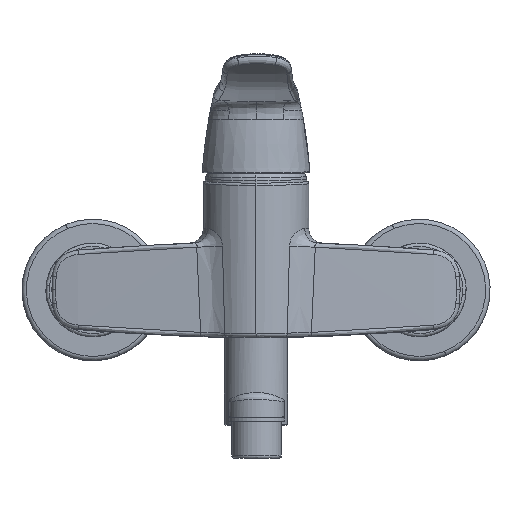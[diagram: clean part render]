
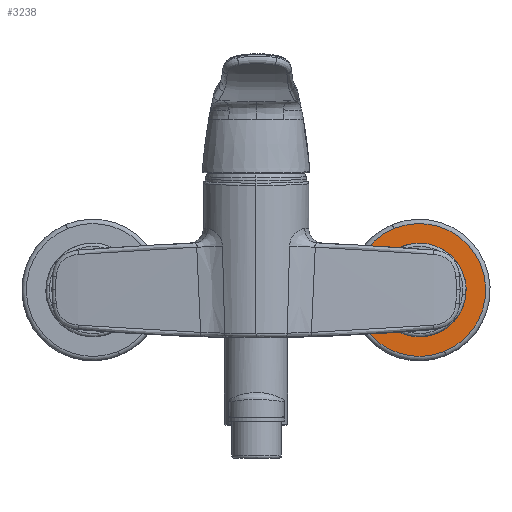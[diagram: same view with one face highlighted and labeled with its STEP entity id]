
A CAD part, top view. The second image highlights one B-rep face of the part: STEP entity #3238.
In plain terms, the highlighted planar face has unit normal (0, 0, 1).
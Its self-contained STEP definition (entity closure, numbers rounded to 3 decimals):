
#385 = DIRECTION ( 'NONE',  ( 0.382, -0.924, 0. ) ) ;
#403 = DIRECTION ( 'NONE',  ( 0., 0., 1. ) ) ;
#450 = CARTESIAN_POINT ( 'NONE',  ( 74.999, 0., -26. ) ) ;
#560 = VERTEX_POINT ( 'NONE', #7848 ) ;
#587 = PLANE ( 'NONE',  #8318 ) ;
#670 = ORIENTED_EDGE ( 'NONE', *, *, #11479, .T. ) ;
#1989 = ORIENTED_EDGE ( 'NONE', *, *, #2097, .T. ) ;
#2087 = CIRCLE ( 'NONE', #16280, 30.5 ) ;
#2097 = EDGE_CURVE ( 'NONE', #560, #5860, #2087, .T. ) ;
#2445 = DIRECTION ( 'NONE',  ( 0., 0., 1. ) ) ;
#3032 = CARTESIAN_POINT ( 'NONE',  ( 74.999, 0., -26. ) ) ;
#3238 = ADVANCED_FACE ( 'NONE', ( #11454, #11472 ), #587, .T. ) ;
#4288 = AXIS2_PLACEMENT_3D ( 'NONE', #11606, #2445, #13136 ) ;
#4587 = DIRECTION ( 'NONE',  ( 0.382, -0.924, 0. ) ) ;
#5261 = CARTESIAN_POINT ( 'NONE',  ( 94.87, 8.21, -26. ) ) ;
#5860 = VERTEX_POINT ( 'NONE', #14417 ) ;
#6118 = VERTEX_POINT ( 'NONE', #12358 ) ;
#7848 = CARTESIAN_POINT ( 'NONE',  ( 86.646, -28.189, -26. ) ) ;
#8318 = AXIS2_PLACEMENT_3D ( 'NONE', #450, #403, #385 ) ;
#8379 = ORIENTED_EDGE ( 'NONE', *, *, #16736, .F. ) ;
#8920 = DIRECTION ( 'NONE',  ( 0., 0., 1. ) ) ;
#9969 = AXIS2_PLACEMENT_3D ( 'NONE', #17887, #8920, #19316 ) ;
#10473 = EDGE_LOOP ( 'NONE', ( #1989, #670 ) ) ;
#11115 = EDGE_CURVE ( 'NONE', #6118, #12597, #16515, .T. ) ;
#11454 = FACE_BOUND ( 'NONE', #13965, .T. ) ;
#11472 = FACE_OUTER_BOUND ( 'NONE', #10473, .T. ) ;
#11479 = EDGE_CURVE ( 'NONE', #5860, #560, #16989, .T. ) ;
#11606 = CARTESIAN_POINT ( 'NONE',  ( 74.999, 0., -26. ) ) ;
#12358 = CARTESIAN_POINT ( 'NONE',  ( 55.128, -8.21, -26. ) ) ;
#12597 = VERTEX_POINT ( 'NONE', #5261 ) ;
#12669 = ORIENTED_EDGE ( 'NONE', *, *, #11115, .F. ) ;
#13136 = DIRECTION ( 'NONE',  ( 1., 0., 0. ) ) ;
#13361 = CIRCLE ( 'NONE', #9969, 21.5 ) ;
#13710 = DIRECTION ( 'NONE',  ( 0., 0., 1. ) ) ;
#13965 = EDGE_LOOP ( 'NONE', ( #12669, #8379 ) ) ;
#13969 = DIRECTION ( 'NONE',  ( 0.382, -0.924, 0. ) ) ;
#13988 = DIRECTION ( 'NONE',  ( 0., 0., 1. ) ) ;
#14011 = CARTESIAN_POINT ( 'NONE',  ( 74.999, 0., -26. ) ) ;
#14417 = CARTESIAN_POINT ( 'NONE',  ( 63.353, 28.189, -26. ) ) ;
#16280 = AXIS2_PLACEMENT_3D ( 'NONE', #14011, #13988, #13969 ) ;
#16515 = CIRCLE ( 'NONE', #4288, 21.5 ) ;
#16736 = EDGE_CURVE ( 'NONE', #12597, #6118, #13361, .T. ) ;
#16989 = CIRCLE ( 'NONE', #17501, 30.5 ) ;
#17501 = AXIS2_PLACEMENT_3D ( 'NONE', #3032, #13710, #4587 ) ;
#17887 = CARTESIAN_POINT ( 'NONE',  ( 74.999, 0., -26. ) ) ;
#19316 = DIRECTION ( 'NONE',  ( 1., 0., 0. ) ) ;
